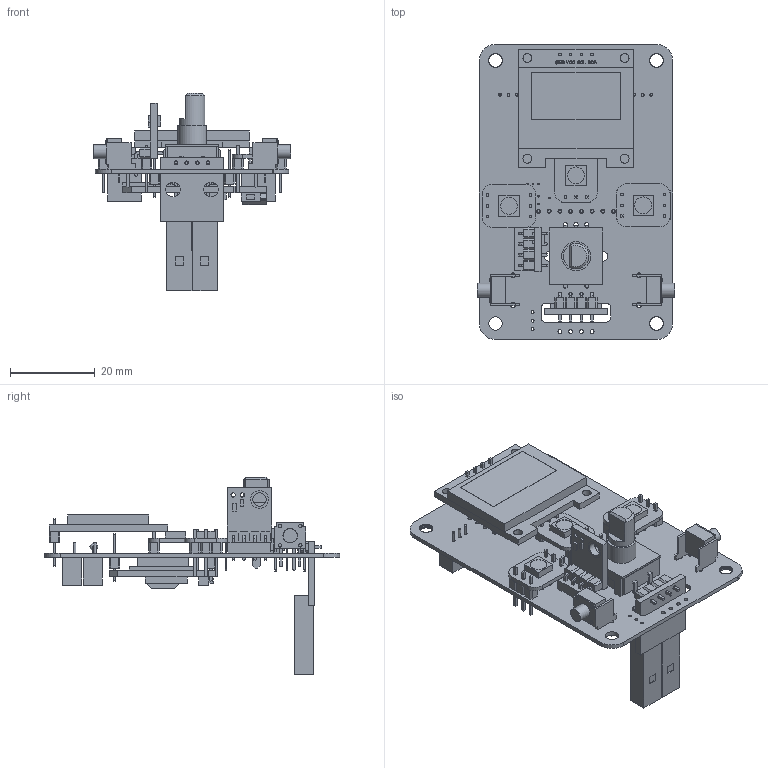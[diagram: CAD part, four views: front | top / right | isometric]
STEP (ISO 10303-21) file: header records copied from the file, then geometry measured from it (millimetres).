
FILE_DESCRIPTION(/* description */ (''),/* implementation_level */ '2;1');
FILE_NAME(/* name */ 'Pithy Screen Multi Mount.step',/* time_stamp */ '2021-03-25T22:37:09+00:00',/* author */ (''),/* organization */ (''),/* preprocessor_version */ 'ST-DEVELOPER v18.1',/* originating_system */ 'Autodesk Translation Framework v9.10.0.1330',/* authorisation */ '');
FILE_SCHEMA (('AUTOMOTIVE_DESIGN { 1 0 10303 214 3 1 1 }'));
Products named in the file (31): Pithy Screen Multi Mount; Pithy Screen; Board; Packages; HOLE_3.2; ROTARY_ENCODER; 1/4W_RESISTOR; D1_MINI; Pin Headers v3; JST_2MM_3PIN; JST_2MM_3PIN_1; JST_2MM_3PIN_2; Component1; NEOPIXEL_BREADBOARD; NEOPIXEL_BREADBOARD_1; NEOPIXEL_BREADBOARD_2; Neopixel v1; Pin Headers v10; OLED_I2C_0.9"_ALT; Pin Headers v2; PADS_4; SPDT_RIGHT_ANGLE; SHT31_RIGHT_ANGLE; SHT31; Component2; Pin Headers Right Angled v3; OSHW-LOGO-L; OSHW-LOGO-M; OSHW-LOGO-S; Mount Conventional; Pin Headers Right Angled v5 (2)
Assembly tree (44 placements, depth 6):
  Pithy Screen Multi Mount
    Pithy Screen
      Board
      Packages
        HOLE_3.2  x4
        ROTARY_ENCODER
        1/4W_RESISTOR
        D1_MINI
          Pin Headers v3  x2
        JST_2MM_3PIN
          Component1
        JST_2MM_3PIN_1
          Component1
        JST_2MM_3PIN_2
          Component1
        NEOPIXEL_BREADBOARD
          Neopixel v1
          Pin Headers v10  x2
        NEOPIXEL_BREADBOARD_1
          Neopixel v1
          Pin Headers v10  x2
        NEOPIXEL_BREADBOARD_2
          Neopixel v1
          Pin Headers v10  x2
        OLED_I2C_0.9"_ALT
          Pin Headers v2
        PADS_4
        SPDT_RIGHT_ANGLE  x2
        SHT31_RIGHT_ANGLE
          SHT31
            Component2
            Pin Headers Right Angled v3
        OSHW-LOGO-L
        OSHW-LOGO-M
        OSHW-LOGO-S
    Mount Conventional
      Pin Headers Right Angled v5 (2)
Bounding box: 46.85 x 69.85 x 46.63 mm (x, y, z)
Volume: 12472.1 mm3; surface area: 23397.7 mm2
Topology: 147 solids, 147 shells, 3047 faces, 7719 edges, 5019 vertices
Faces by surface type: plane 2447, bspline 332, cylinder 267, cone 1
Full cylindrical faces by diameter (mm): 0.35 x11, 0.4 x18, 0.5 x4, 0.6 x9, 0.65 x2, 0.7 x12, 0.75 x4, 0.8 x58, 0.85 x6, 0.89 x4, 0.9 x28, 1 x2, 1.016 x5, 1.2 x4, 2.1 x4, 2.286 x2, 3.2 x2, 3.3 x2, 3.45 x2, 3.5 x2, 4 x3, 4.2 x2, 6 x2, 6.85 x1
Entity records: 75907 total; most frequent: CARTESIAN_POINT 19277, ORIENTED_EDGE 12054, DIRECTION 9948, EDGE_CURVE 6027, LINE 4852, VECTOR 4852, VERTEX_POINT 3953, EDGE_LOOP 2756
